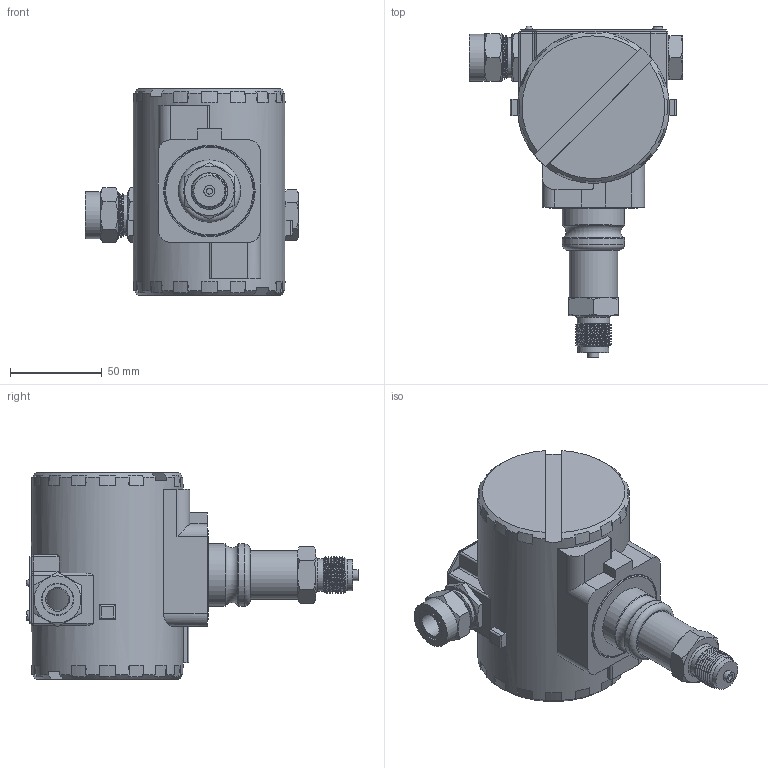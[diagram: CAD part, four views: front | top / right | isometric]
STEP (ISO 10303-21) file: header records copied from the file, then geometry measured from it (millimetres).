
FILE_DESCRIPTION(/* description */ (''),/* implementation_level */ '2;1');
FILE_NAME(/* name */ 'AMZ5450_piezoresistive_M20x1,5EN.step',/* time_stamp */ '2021-08-26T15:20:50+03:00',/* author */ (''),/* organization */ (''),/* preprocessor_version */ 'ST-DEVELOPER v18.1',/* originating_system */ 'Autodesk Translation Framework v10.10.0.1391',/* authorisation */ '');
FILE_SCHEMA (('AUTOMOTIVE_DESIGN { 1 0 10303 214 3 1 1 }'));
Products named in the file (6): (Unsaved); Corp; screw; stamp; PLUG v2; M20x1,5 steel cable gland Ex d v3
Assembly tree (5 placements, depth 2):
  (Unsaved)
    Corp
    screw
    stamp
    PLUG v2
    M20x1,5 steel cable gland Ex d v3
Bounding box: 116.5 x 181.4 x 113 mm (x, y, z)
Volume: 745672.7 mm3; surface area: 75977.7 mm2
Topology: 5 solids, 6 shells, 656 faces, 1822 edges, 1219 vertices
Faces by surface type: plane 311, cylinder 140, bspline 117, cone 69, torus 12, sphere 7
Full cylindrical faces by diameter (mm): 2 x2, 2.693 x1, 3 x3, 3.3 x1, 6 x1, 8.5 x2, 12 x1, 13 x1, 16.811 x1, 17 x3, 17.6 x1, 17.8 x1, 18.137 x23, 18.376 x2, 19.85 x20, 22 x1, 22.132 x1, 25.6 x1, 26.5 x1, 34 x2, 48.9 x1, 50 x1, 77 x1, 83 x1
Entity records: 44866 total; most frequent: CARTESIAN_POINT 29017, ORIENTED_EDGE 3630, DIRECTION 2706, EDGE_CURVE 1815, VERTEX_POINT 1219, LINE 942, VECTOR 942, AXIS2_PLACEMENT_3D 882
